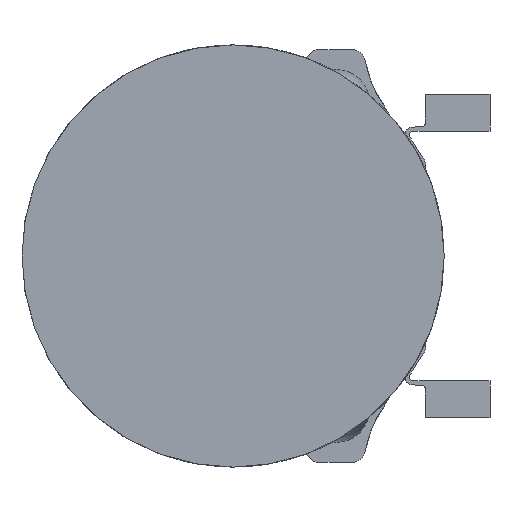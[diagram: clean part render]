
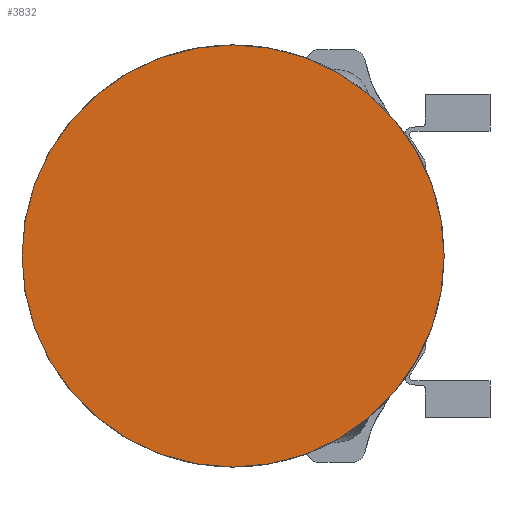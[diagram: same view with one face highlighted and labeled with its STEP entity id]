
A CAD part, left-side view. The second image highlights one B-rep face of the part: STEP entity #3832.
In plain terms, the highlighted planar face has unit normal (-1, 0, 0).
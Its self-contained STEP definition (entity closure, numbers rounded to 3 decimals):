
#959=CARTESIAN_POINT('',(-204.,0.,0.));
#960=DIRECTION('',(-1.,0.,0.));
#961=DIRECTION('',(0.,1.,0.));
#962=AXIS2_PLACEMENT_3D('',#959,#960,#961);
#964=CARTESIAN_POINT('',(-204.,0.,0.));
#965=DIRECTION('',(-1.,0.,0.));
#966=DIRECTION('',(0.,-1.,0.));
#967=AXIS2_PLACEMENT_3D('',#964,#965,#966);
#2086=CARTESIAN_POINT('',(-204.,212.,0.));
#2087=CARTESIAN_POINT('',(-204.,-212.,0.));
#2088=VERTEX_POINT('',#2086);
#2089=VERTEX_POINT('',#2087);
#3823=CARTESIAN_POINT('',(-204.,0.,0.));
#3824=DIRECTION('',(1.,0.,0.));
#3825=DIRECTION('',(0.,-1.,0.));
#3826=AXIS2_PLACEMENT_3D('',#3823,#3824,#3825);
#3827=PLANE('',#3826);
#3828=ORIENTED_EDGE('',*,*,#3051,.F.);
#3829=ORIENTED_EDGE('',*,*,#3565,.F.);
#3830=EDGE_LOOP('',(#3828,#3829));
#3831=FACE_OUTER_BOUND('',#3830,.F.);
#3832=ADVANCED_FACE('',(#3831),#3827,.F.);
#963=CIRCLE('',#962,212.);
#968=CIRCLE('',#967,212.);
#3051=EDGE_CURVE('',#2088,#2089,#963,.T.);
#3565=EDGE_CURVE('',#2089,#2088,#968,.T.);
